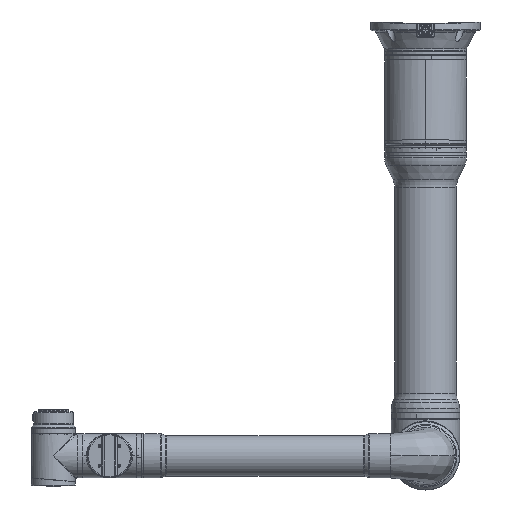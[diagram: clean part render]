
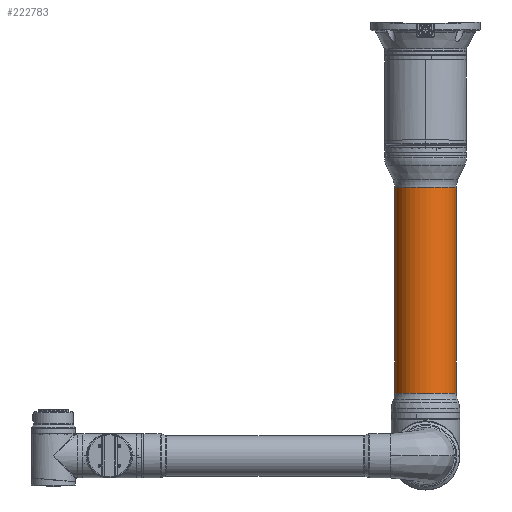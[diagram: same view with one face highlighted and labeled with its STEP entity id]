
A CAD part, left-side view. The second image highlights one B-rep face of the part: STEP entity #222783.
In plain terms, the highlighted cylindrical face has radius 70 mm (diameter 140 mm), a partial arc.
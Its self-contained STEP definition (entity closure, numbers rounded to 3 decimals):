
#39 = VERTEX_POINT ( 'NONE', #77023 ) ;
#47 = VERTEX_POINT ( 'NONE', #76978 ) ;
#69 = VERTEX_POINT ( 'NONE', #77007 ) ;
#109 = VERTEX_POINT ( 'NONE', #77111 ) ;
#33701 = DIRECTION ( 'NONE',  ( 0., 0., -1. ) ) ;
#33728 = DIRECTION ( 'NONE',  ( 0., -1., 0. ) ) ;
#33735 = CARTESIAN_POINT ( 'NONE',  ( 149.04, 2.6, -254.746 ) ) ;
#64448 = EDGE_LOOP ( 'NONE', ( #230734, #230724, #230723, #230712 ) ) ;
#76978 = CARTESIAN_POINT ( 'NONE',  ( 149.04, 72.6, -290.029 ) ) ;
#77007 = CARTESIAN_POINT ( 'NONE',  ( 149.04, 72.6, -757.555 ) ) ;
#77023 = CARTESIAN_POINT ( 'NONE',  ( 149.04, -67.4, -290.029 ) ) ;
#77111 = CARTESIAN_POINT ( 'NONE',  ( 149.04, -67.4, -757.555 ) ) ;
#94358 = FACE_OUTER_BOUND ( 'NONE', #64448, .T. ) ;
#94376 = CYLINDRICAL_SURFACE ( 'NONE', #236351, 70. ) ;
#128773 = AXIS2_PLACEMENT_3D ( 'NONE', #156177, #156187, #156259 ) ;
#128945 = AXIS2_PLACEMENT_3D ( 'NONE', #157445, #157443, #157456 ) ;
#145150 = VECTOR ( 'NONE', #156519, 1000. ) ;
#145170 = CIRCLE ( 'NONE', #128773, 70. ) ;
#145196 = LINE ( 'NONE', #156517, #145150 ) ;
#145341 = VECTOR ( 'NONE', #157393, 1000. ) ;
#145343 = LINE ( 'NONE', #157370, #145341 ) ;
#145344 = CIRCLE ( 'NONE', #128945, 70. ) ;
#156177 = CARTESIAN_POINT ( 'NONE',  ( 149.04, 2.6, -757.555 ) ) ;
#156187 = DIRECTION ( 'NONE',  ( 0., 0., 1. ) ) ;
#156259 = DIRECTION ( 'NONE',  ( 0., 1., 0. ) ) ;
#156517 = CARTESIAN_POINT ( 'NONE',  ( 149.04, 72.6, -254.746 ) ) ;
#156519 = DIRECTION ( 'NONE',  ( 0., 0., -1. ) ) ;
#157370 = CARTESIAN_POINT ( 'NONE',  ( 149.04, -67.4, -254.746 ) ) ;
#157393 = DIRECTION ( 'NONE',  ( 0., 0., -1. ) ) ;
#157443 = DIRECTION ( 'NONE',  ( 0., 0., -1. ) ) ;
#157445 = CARTESIAN_POINT ( 'NONE',  ( 149.04, 2.6, -290.029 ) ) ;
#157456 = DIRECTION ( 'NONE',  ( 0., -1., 0. ) ) ;
#210517 = EDGE_CURVE ( 'NONE', #69, #109, #145170, .T. ) ;
#210556 = EDGE_CURVE ( 'NONE', #47, #69, #145196, .T. ) ;
#210702 = EDGE_CURVE ( 'NONE', #39, #109, #145343, .T. ) ;
#210732 = EDGE_CURVE ( 'NONE', #39, #47, #145344, .T. ) ;
#222783 = ADVANCED_FACE ( 'NONE', ( #94358 ), #94376, .T. ) ;
#230712 = ORIENTED_EDGE ( 'NONE', *, *, #210702, .F. ) ;
#230723 = ORIENTED_EDGE ( 'NONE', *, *, #210517, .T. ) ;
#230724 = ORIENTED_EDGE ( 'NONE', *, *, #210556, .T. ) ;
#230734 = ORIENTED_EDGE ( 'NONE', *, *, #210732, .T. ) ;
#236351 = AXIS2_PLACEMENT_3D ( 'NONE', #33735, #33701, #33728 ) ;
